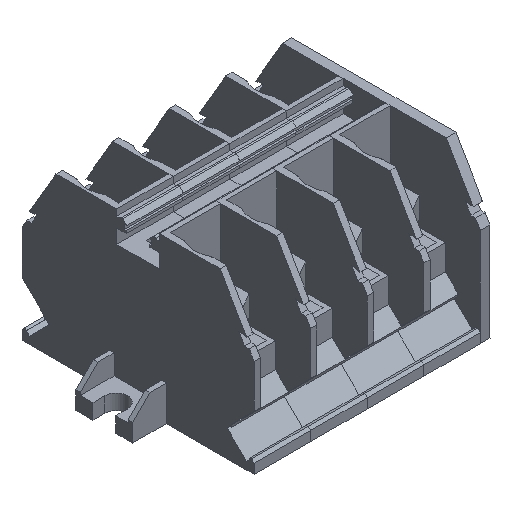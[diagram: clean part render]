
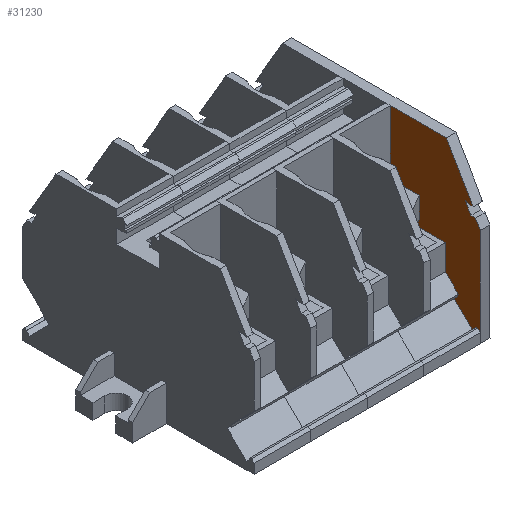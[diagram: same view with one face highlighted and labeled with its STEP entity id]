
A CAD part, isometric view. The second image highlights one B-rep face of the part: STEP entity #31230.
In plain terms, the highlighted face is planar.
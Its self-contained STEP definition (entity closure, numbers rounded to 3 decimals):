
#2750=CARTESIAN_POINT('',(-179.354,195.812,
51.5));
#2760=VERTEX_POINT('',#2750);
#2790=CARTESIAN_POINT('',(-375.166,0.,51.5));
#2800=DIRECTION('',(0.707,0.707,
0.));
#2810=VECTOR('',#2800,1.);
#2820=LINE('',#2790,#2810);
#2830=CARTESIAN_POINT('',(-179.161,196.005,
51.5));
#2840=VERTEX_POINT('',#2830);
#2850=EDGE_CURVE('',#2760,#2840,#2820,.T.);
#3550=CARTESIAN_POINT('',(0.,375.166,51.5));
#3560=DIRECTION('',(0.707,0.707,
0.));
#3570=VECTOR('',#3560,1.);
#3580=LINE('',#3550,#3570);
#3590=CARTESIAN_POINT('',(-183.634,191.532,
51.5));
#3600=VERTEX_POINT('',#3590);
#3610=CARTESIAN_POINT('',(-183.441,191.725,
51.5));
#3620=VERTEX_POINT('',#3610);
#3630=EDGE_CURVE('',#3600,#3620,#3580,.T.);
#10240=CARTESIAN_POINT('',(16.843,0.,51.5));
#10250=DIRECTION('',(0.707,-0.707,
0.));
#10260=VECTOR('',#10250,1.);
#10270=LINE('',#10240,#10260);
#10280=CARTESIAN_POINT('',(-178.405,195.248,
51.5));
#10290=VERTEX_POINT('',#10280);
#10300=EDGE_CURVE('',#2840,#10290,#10270,.T.);
#14430=CARTESIAN_POINT('',(-182.877,190.776,
51.5));
#14440=VERTEX_POINT('',#14430);
#14470=CARTESIAN_POINT('',(7.898,0.,51.5));
#14480=DIRECTION('',(-0.707,0.707,
0.));
#14490=VECTOR('',#14480,1.);
#14500=LINE('',#14470,#14490);
#14510=EDGE_CURVE('',#14440,#3600,#14500,.T.);
#25930=CARTESIAN_POINT('',(0.,226.097,51.5));
#25940=DIRECTION('',(1.,0.,
0.));
#25950=VECTOR('',#25940,1.);
#25960=LINE('',#25930,#25950);
#29840=CARTESIAN_POINT('',(-158.555,191.653,
51.5));
#29850=DIRECTION('',(0.,0.,-1.));
#29860=DIRECTION('',(-1.,0.,0.));
#29870=AXIS2_PLACEMENT_3D('',#29840,#29850,#29860);
#29880=PLANE('',#29870);
#29890=CARTESIAN_POINT('',(-176.799,226.1,
51.5));
#29900=VERTEX_POINT('',#29890);
#29910=CARTESIAN_POINT('',(-163.848,226.1,
51.5));
#29920=VERTEX_POINT('',#29910);
#29930=EDGE_CURVE('',#29900,#29920,#25960,.T.);
#29940=ORIENTED_EDGE('',*,*,#29930,.T.);
#29950=CARTESIAN_POINT('',(-307.336,0.,51.5));
#29960=DIRECTION('',(-0.5,-0.866,
0.));
#29970=VECTOR('',#29960,1.);
#29980=LINE('',#29950,#29970);
#29990=CARTESIAN_POINT('',(-182.932,215.478,
51.5));
#30000=VERTEX_POINT('',#29990);
#30010=EDGE_CURVE('',#29900,#30000,#29980,.T.);
#30020=ORIENTED_EDGE('',*,*,#30010,.F.);
#30030=CARTESIAN_POINT('',(0.,247.734,51.5));
#30040=DIRECTION('',(0.985,0.174,
0.));
#30050=VECTOR('',#30040,1.);
#30060=LINE('',#30030,#30050);
#30070=CARTESIAN_POINT('',(-181.099,215.801,
51.5));
#30080=VERTEX_POINT('',#30070);
#30090=EDGE_CURVE('',#30000,#30080,#30060,.T.);
#30100=ORIENTED_EDGE('',*,*,#30090,.F.);
#30110=CARTESIAN_POINT('',(-305.69,0.,51.5));
#30120=DIRECTION('',(-0.5,-0.866,
0.));
#30130=VECTOR('',#30120,1.);
#30140=LINE('',#30110,#30130);
#30150=CARTESIAN_POINT('',(-182.42,213.513,
51.5));
#30160=VERTEX_POINT('',#30150);
#30170=EDGE_CURVE('',#30080,#30160,#30140,.T.);
#30180=ORIENTED_EDGE('',*,*,#30170,.F.);
#30190=CARTESIAN_POINT('',(0.,213.514,51.5));
#30200=DIRECTION('',(-1.,0.,
0.));
#30210=VECTOR('',#30200,1.);
#30220=LINE('',#30190,#30210);
#30230=CARTESIAN_POINT('',(-183.488,213.513,
51.5));
#30240=VERTEX_POINT('',#30230);
#30250=EDGE_CURVE('',#30160,#30240,#30220,.T.);
#30260=ORIENTED_EDGE('',*,*,#30250,.F.);
#30270=CARTESIAN_POINT('',(-306.759,0.,51.5));
#30280=DIRECTION('',(-0.5,-0.866,
0.));
#30290=VECTOR('',#30280,1.);
#30300=LINE('',#30270,#30290);
#30310=CARTESIAN_POINT('',(-184.598,211.591,
51.5));
#30320=VERTEX_POINT('',#30310);
#30330=EDGE_CURVE('',#30240,#30320,#30300,.T.);
#30340=ORIENTED_EDGE('',*,*,#30330,.F.);
#30350=CARTESIAN_POINT('',(-184.602,0.,51.5));
#30360=DIRECTION('',(0.,1.,
0.));
#30370=VECTOR('',#30360,1.);
#30380=LINE('',#30350,#30370);
#30390=CARTESIAN_POINT('',(-184.599,191.317,
51.5));
#30400=VERTEX_POINT('',#30390);
#30410=EDGE_CURVE('',#30400,#30320,#30380,.T.);
#30420=ORIENTED_EDGE('',*,*,#30410,.T.);
#30430=CARTESIAN_POINT('',(0.,375.915,51.5));
#30440=DIRECTION('',(-0.707,-0.707,
0.));
#30450=VECTOR('',#30440,1.);
#30460=LINE('',#30430,#30450);
#30470=CARTESIAN_POINT('',(-184.032,191.883,
51.5));
#30480=VERTEX_POINT('',#30470);
#30490=EDGE_CURVE('',#30480,#30400,#30460,.T.);
#30500=ORIENTED_EDGE('',*,*,#30490,.T.);
#30510=CARTESIAN_POINT('',(0.,142.572,51.5));
#30520=DIRECTION('',(-0.966,0.259,
0.));
#30530=VECTOR('',#30520,1.);
#30540=LINE('',#30510,#30530);
#30550=EDGE_CURVE('',#3620,#30480,#30540,.T.);
#30560=ORIENTED_EDGE('',*,*,#30550,.T.);
#30570=ORIENTED_EDGE('',*,*,#3630,.T.);
#30580=ORIENTED_EDGE('',*,*,#14510,.T.);
#30590=CARTESIAN_POINT('',(-373.653,0.,51.5));
#30600=DIRECTION('',(-0.707,-0.707,
0.));
#30610=VECTOR('',#30600,1.);
#30620=LINE('',#30590,#30610);
#30630=EDGE_CURVE('',#10290,#14440,#30620,.T.);
#30640=ORIENTED_EDGE('',*,*,#30630,.T.);
#30650=ORIENTED_EDGE('',*,*,#10300,.T.);
#30660=ORIENTED_EDGE('',*,*,#2850,.T.);
#30670=CARTESIAN_POINT('',(-126.886,0.,51.5));
#30680=DIRECTION('',(0.259,-0.966,
0.));
#30690=VECTOR('',#30680,1.);
#30700=LINE('',#30670,#30690);
#30710=CARTESIAN_POINT('',(-179.512,196.403,
51.5));
#30720=VERTEX_POINT('',#30710);
#30730=EDGE_CURVE('',#30720,#2760,#30700,.T.);
#30740=ORIENTED_EDGE('',*,*,#30730,.T.);
#30750=CARTESIAN_POINT('',(0.,375.915,51.5));
#30760=DIRECTION('',(0.707,0.707,
0.));
#30770=VECTOR('',#30760,1.);
#30780=LINE('',#30750,#30770);
#30790=CARTESIAN_POINT('',(-176.549,199.367,
51.5));
#30800=VERTEX_POINT('',#30790);
#30810=EDGE_CURVE('',#30720,#30800,#30780,.T.);
#30820=ORIENTED_EDGE('',*,*,#30810,.F.);
#30830=CARTESIAN_POINT('',(-176.552,0.,51.5));
#30840=DIRECTION('',(0.,1.,
0.));
#30850=VECTOR('',#30840,1.);
#30860=LINE('',#30830,#30850);
#30870=CARTESIAN_POINT('',(-176.549,205.15,
51.5));
#30880=VERTEX_POINT('',#30870);
#30890=EDGE_CURVE('',#30800,#30880,#30860,.T.);
#30900=ORIENTED_EDGE('',*,*,#30890,.F.);
#30910=CARTESIAN_POINT('',(0.,205.147,51.5));
#30920=DIRECTION('',(-1.,0.,
0.));
#30930=VECTOR('',#30920,1.);
#30940=LINE('',#30910,#30930);
#30950=CARTESIAN_POINT('',(-162.649,205.15,
51.5));
#30960=VERTEX_POINT('',#30950);
#30970=EDGE_CURVE('',#30960,#30880,#30940,.T.);
#30980=ORIENTED_EDGE('',*,*,#30970,.T.);
#30990=CARTESIAN_POINT('',(-162.652,0.,51.5));
#31000=DIRECTION('',(0.,1.,
0.));
#31010=VECTOR('',#31000,1.);
#31020=LINE('',#30990,#31010);
#31030=CARTESIAN_POINT('',(-162.648,210.2,
51.5));
#31040=VERTEX_POINT('',#31030);
#31050=EDGE_CURVE('',#30960,#31040,#31020,.T.);
#31060=ORIENTED_EDGE('',*,*,#31050,.F.);
#31070=CARTESIAN_POINT('',(0.,210.197,51.5));
#31080=DIRECTION('',(-1.,0.,
0.));
#31090=VECTOR('',#31080,1.);
#31100=LINE('',#31070,#31090);
#31110=CARTESIAN_POINT('',(-163.848,210.2,
51.5));
#31120=VERTEX_POINT('',#31110);
#31130=EDGE_CURVE('',#31040,#31120,#31100,.T.);
#31140=ORIENTED_EDGE('',*,*,#31130,.F.);
#31150=CARTESIAN_POINT('',(-163.852,0.,51.5));
#31160=DIRECTION('',(0.,-1.,
0.));
#31170=VECTOR('',#31160,1.);
#31180=LINE('',#31150,#31170);
#31190=EDGE_CURVE('',#29920,#31120,#31180,.T.);
#31200=ORIENTED_EDGE('',*,*,#31190,.T.);
#31210=EDGE_LOOP('',(#31200,#31140,#31060,#30980,#30900,#30820,#30740,
#30660,#30650,#30640,#30580,#30570,#30560,#30500,#30420,#30340,#30260,
#30180,#30100,#30020,#29940));
#31220=FACE_OUTER_BOUND('',#31210,.T.);
#31230=ADVANCED_FACE('',(#31220),#29880,.T.);
